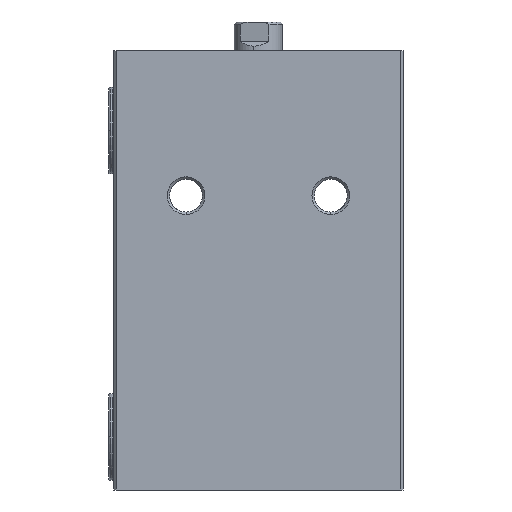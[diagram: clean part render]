
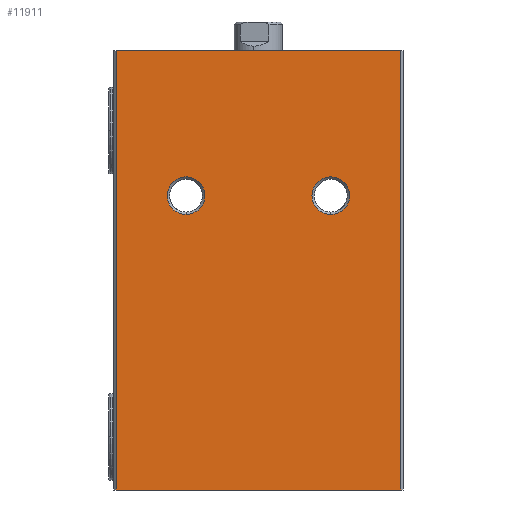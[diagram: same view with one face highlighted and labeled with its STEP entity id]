
A CAD part, front view. The second image highlights one B-rep face of the part: STEP entity #11911.
In plain terms, the highlighted planar face has unit normal (0, -1, 0).
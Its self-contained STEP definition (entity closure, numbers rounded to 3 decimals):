
#52 = DIRECTION ( 'NONE',  ( 0., 0., -1. ) ) ;
#240 = VERTEX_POINT ( 'NONE', #5501 ) ;
#404 = CARTESIAN_POINT ( 'NONE',  ( 137.283, 12.325, 91. ) ) ;
#407 = CARTESIAN_POINT ( 'NONE',  ( 181.783, 12.325, 64.9 ) ) ;
#438 = DIRECTION ( 'NONE',  ( 0., 0., 1. ) ) ;
#448 = AXIS2_PLACEMENT_3D ( 'NONE', #404, #6026, #438 ) ;
#552 = CARTESIAN_POINT ( 'NONE',  ( 151.783, 12.325, 57.1 ) ) ;
#643 = ORIENTED_EDGE ( 'NONE', *, *, #1401, .T. ) ;
#857 = CIRCLE ( 'NONE', #9895, 3.9 ) ;
#1185 = CARTESIAN_POINT ( 'NONE',  ( 196.283, 12.325, 91. ) ) ;
#1269 = DIRECTION ( 'NONE',  ( 0., 1., 0. ) ) ;
#1401 = EDGE_CURVE ( 'NONE', #11263, #240, #4812, .T. ) ;
#1629 = ORIENTED_EDGE ( 'NONE', *, *, #11200, .T. ) ;
#1666 = CIRCLE ( 'NONE', #4098, 3.9 ) ;
#1894 = DIRECTION ( 'NONE',  ( 1., 0., 0. ) ) ;
#1925 = CARTESIAN_POINT ( 'NONE',  ( 151.783, 12.325, 61. ) ) ;
#2026 = EDGE_LOOP ( 'NONE', ( #643, #3512, #2066, #4182 ) ) ;
#2064 = EDGE_CURVE ( 'NONE', #8129, #11263, #4967, .T. ) ;
#2066 = ORIENTED_EDGE ( 'NONE', *, *, #5391, .F. ) ;
#2192 = CIRCLE ( 'NONE', #8816, 3.9 ) ;
#2219 = EDGE_CURVE ( 'NONE', #2366, #9750, #2192, .T. ) ;
#2341 = CIRCLE ( 'NONE', #10113, 3.9 ) ;
#2366 = VERTEX_POINT ( 'NONE', #3328 ) ;
#2686 = ORIENTED_EDGE ( 'NONE', *, *, #2219, .T. ) ;
#2779 = VERTEX_POINT ( 'NONE', #10606 ) ;
#2854 = CARTESIAN_POINT ( 'NONE',  ( 137.283, 12.325, 91. ) ) ;
#2880 = DIRECTION ( 'NONE',  ( 0., 0., 1. ) ) ;
#2940 = LINE ( 'NONE', #1185, #10030 ) ;
#3088 = ORIENTED_EDGE ( 'NONE', *, *, #3960, .T. ) ;
#3106 = LINE ( 'NONE', #2854, #10194 ) ;
#3134 = CARTESIAN_POINT ( 'NONE',  ( 181.783, 12.325, 61. ) ) ;
#3145 = VERTEX_POINT ( 'NONE', #6443 ) ;
#3328 = CARTESIAN_POINT ( 'NONE',  ( 181.783, 12.325, 57.1 ) ) ;
#3512 = ORIENTED_EDGE ( 'NONE', *, *, #6643, .F. ) ;
#3960 = EDGE_CURVE ( 'NONE', #9750, #2366, #1666, .T. ) ;
#4057 = DIRECTION ( 'NONE',  ( 0., 0., 1. ) ) ;
#4098 = AXIS2_PLACEMENT_3D ( 'NONE', #4976, #11472, #5924 ) ;
#4182 = ORIENTED_EDGE ( 'NONE', *, *, #2064, .T. ) ;
#4232 = FACE_OUTER_BOUND ( 'NONE', #2026, .T. ) ;
#4812 = LINE ( 'NONE', #8024, #11511 ) ;
#4967 = LINE ( 'NONE', #10259, #7132 ) ;
#4976 = CARTESIAN_POINT ( 'NONE',  ( 181.783, 12.325, 61. ) ) ;
#5391 = EDGE_CURVE ( 'NONE', #8129, #3145, #3106, .T. ) ;
#5501 = CARTESIAN_POINT ( 'NONE',  ( 196.283, 12.325, 0. ) ) ;
#5924 = DIRECTION ( 'NONE',  ( 0., 0., 1. ) ) ;
#6026 = DIRECTION ( 'NONE',  ( 0., 1., 0. ) ) ;
#6389 = FACE_BOUND ( 'NONE', #11800, .T. ) ;
#6443 = CARTESIAN_POINT ( 'NONE',  ( 196.283, 12.325, 91. ) ) ;
#6643 = EDGE_CURVE ( 'NONE', #3145, #240, #2940, .T. ) ;
#6856 = CARTESIAN_POINT ( 'NONE',  ( 151.783, 12.325, 61. ) ) ;
#7132 = VECTOR ( 'NONE', #52, 1000. ) ;
#7763 = DIRECTION ( 'NONE',  ( 0., 0., 1. ) ) ;
#7801 = CARTESIAN_POINT ( 'NONE',  ( 137.283, 12.325, 91. ) ) ;
#8024 = CARTESIAN_POINT ( 'NONE',  ( 137.283, 12.325, 0. ) ) ;
#8129 = VERTEX_POINT ( 'NONE', #7801 ) ;
#8408 = DIRECTION ( 'NONE',  ( 0., 1., 0. ) ) ;
#8816 = AXIS2_PLACEMENT_3D ( 'NONE', #3134, #9604, #4057 ) ;
#9059 = ORIENTED_EDGE ( 'NONE', *, *, #11025, .T. ) ;
#9555 = DIRECTION ( 'NONE',  ( 0., 0., -1. ) ) ;
#9604 = DIRECTION ( 'NONE',  ( 0., 1., 0. ) ) ;
#9679 = CARTESIAN_POINT ( 'NONE',  ( 137.283, 12.325, 0. ) ) ;
#9750 = VERTEX_POINT ( 'NONE', #407 ) ;
#9895 = AXIS2_PLACEMENT_3D ( 'NONE', #6856, #1269, #7763 ) ;
#10030 = VECTOR ( 'NONE', #9555, 1000. ) ;
#10113 = AXIS2_PLACEMENT_3D ( 'NONE', #1925, #8408, #2880 ) ;
#10194 = VECTOR ( 'NONE', #1894, 1000. ) ;
#10259 = CARTESIAN_POINT ( 'NONE',  ( 137.283, 12.325, 91. ) ) ;
#10606 = CARTESIAN_POINT ( 'NONE',  ( 151.783, 12.325, 64.9 ) ) ;
#10784 = VERTEX_POINT ( 'NONE', #552 ) ;
#10894 = DIRECTION ( 'NONE',  ( 1., 0., 0. ) ) ;
#11025 = EDGE_CURVE ( 'NONE', #10784, #2779, #2341, .T. ) ;
#11200 = EDGE_CURVE ( 'NONE', #2779, #10784, #857, .T. ) ;
#11263 = VERTEX_POINT ( 'NONE', #9679 ) ;
#11278 = EDGE_LOOP ( 'NONE', ( #2686, #3088 ) ) ;
#11341 = FACE_BOUND ( 'NONE', #11278, .T. ) ;
#11472 = DIRECTION ( 'NONE',  ( 0., 1., 0. ) ) ;
#11511 = VECTOR ( 'NONE', #10894, 1000. ) ;
#11586 = PLANE ( 'NONE',  #448 ) ;
#11800 = EDGE_LOOP ( 'NONE', ( #9059, #1629 ) ) ;
#11911 = ADVANCED_FACE ( 'NONE', ( #11341, #6389, #4232 ), #11586, .F. ) ;
